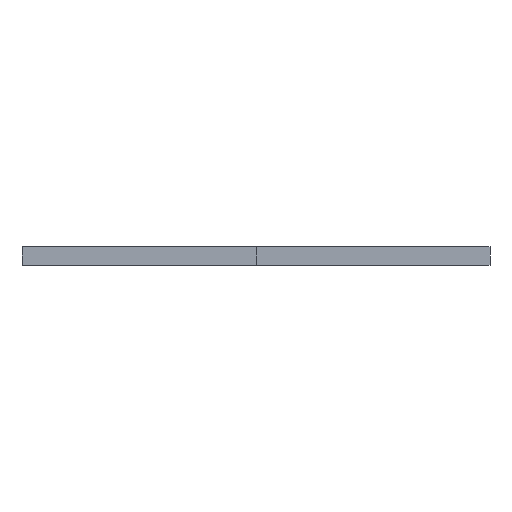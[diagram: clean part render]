
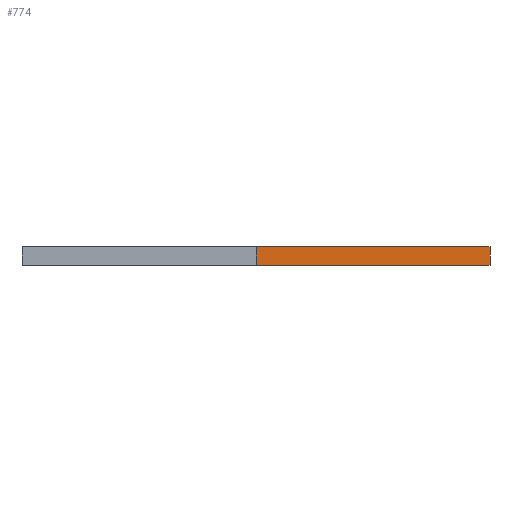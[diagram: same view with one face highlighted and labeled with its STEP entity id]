
A CAD part, left-side view. The second image highlights one B-rep face of the part: STEP entity #774.
In plain terms, the highlighted planar face has unit normal (-1, 0, 0).
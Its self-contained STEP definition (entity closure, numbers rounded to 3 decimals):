
#48=PLANE('',#842);
#86=FACE_OUTER_BOUND('',#124,.T.);
#124=EDGE_LOOP('',(#643,#644,#645,#646));
#214=LINE('',#1262,#294);
#215=LINE('',#1265,#295);
#216=LINE('',#1267,#296);
#217=LINE('',#1268,#297);
#294=VECTOR('',#1042,8.);
#295=VECTOR('',#1045,100.);
#296=VECTOR('',#1046,100.);
#297=VECTOR('',#1047,8.);
#397=VERTEX_POINT('',#1258);
#398=VERTEX_POINT('',#1260);
#399=VERTEX_POINT('',#1264);
#400=VERTEX_POINT('',#1266);
#502=EDGE_CURVE('',#397,#398,#214,.T.);
#503=EDGE_CURVE('',#397,#399,#215,.T.);
#504=EDGE_CURVE('',#400,#398,#216,.T.);
#505=EDGE_CURVE('',#399,#400,#217,.T.);
#643=ORIENTED_EDGE('',*,*,#503,.F.);
#644=ORIENTED_EDGE('',*,*,#502,.T.);
#645=ORIENTED_EDGE('',*,*,#504,.F.);
#646=ORIENTED_EDGE('',*,*,#505,.F.);
#774=ADVANCED_FACE('',(#86),#48,.T.);
#842=AXIS2_PLACEMENT_3D('',#1263,#1043,#1044);
#1042=DIRECTION('',(0.,0.,1.));
#1043=DIRECTION('center_axis',(-1.,0.,0.));
#1044=DIRECTION('ref_axis',(0.,-1.,0.));
#1045=DIRECTION('',(0.,1.,0.));
#1046=DIRECTION('',(0.,-1.,0.));
#1047=DIRECTION('',(0.,0.,1.));
#1258=CARTESIAN_POINT('',(-50.,-200.,0.));
#1260=CARTESIAN_POINT('',(-50.,-200.,8.));
#1262=CARTESIAN_POINT('',(-50.,-200.,0.));
#1263=CARTESIAN_POINT('Origin',(-50.,-100.,0.));
#1264=CARTESIAN_POINT('',(-50.,-100.,0.));
#1265=CARTESIAN_POINT('',(-50.,-200.,0.));
#1266=CARTESIAN_POINT('',(-50.,-100.,8.));
#1267=CARTESIAN_POINT('',(-50.,-200.,8.));
#1268=CARTESIAN_POINT('',(-50.,-100.,0.));
